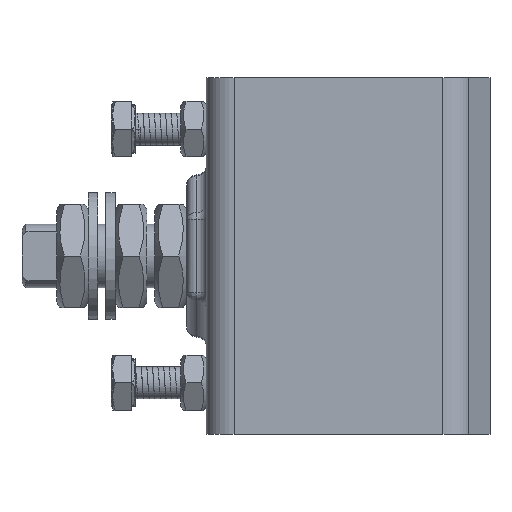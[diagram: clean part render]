
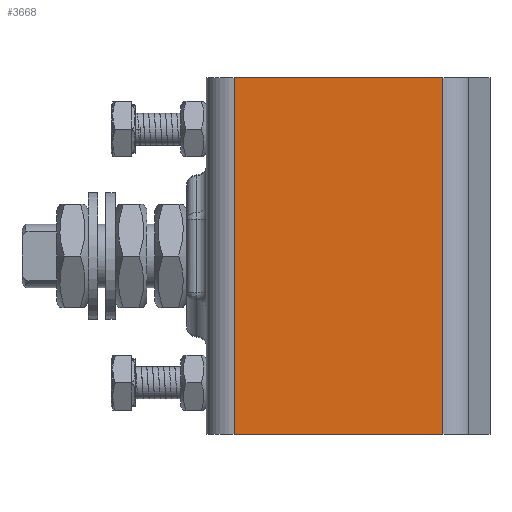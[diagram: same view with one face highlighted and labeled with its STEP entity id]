
A CAD part, left-side view. The second image highlights one B-rep face of the part: STEP entity #3668.
In plain terms, the highlighted planar face has unit normal (-1, 0, 0).
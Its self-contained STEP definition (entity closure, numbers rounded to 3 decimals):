
#286=PLANE('',#3993);
#464=FACE_OUTER_BOUND('',#714,.T.);
#714=EDGE_LOOP('',(#2661,#2662,#2663,#2664));
#990=LINE('',#5764,#1214);
#991=LINE('',#5768,#1215);
#992=LINE('',#5770,#1216);
#993=LINE('',#5771,#1217);
#1214=VECTOR('',#4569,10.);
#1215=VECTOR('',#4574,10.);
#1216=VECTOR('',#4575,10.);
#1217=VECTOR('',#4576,10.);
#1617=VERTEX_POINT('',#5761);
#1618=VERTEX_POINT('',#5763);
#1619=VERTEX_POINT('',#5767);
#1620=VERTEX_POINT('',#5769);
#2009=EDGE_CURVE('',#1618,#1617,#990,.T.);
#2011=EDGE_CURVE('',#1617,#1619,#991,.T.);
#2012=EDGE_CURVE('',#1620,#1619,#992,.T.);
#2013=EDGE_CURVE('',#1618,#1620,#993,.T.);
#2661=ORIENTED_EDGE('',*,*,#2011,.T.);
#2662=ORIENTED_EDGE('',*,*,#2012,.F.);
#2663=ORIENTED_EDGE('',*,*,#2013,.F.);
#2664=ORIENTED_EDGE('',*,*,#2009,.T.);
#3668=ADVANCED_FACE('',(#464),#286,.T.);
#3993=AXIS2_PLACEMENT_3D('',#5766,#4572,#4573);
#4569=DIRECTION('',(0.,0.,1.));
#4572=DIRECTION('center_axis',(-1.,0.,0.));
#4573=DIRECTION('ref_axis',(0.,0.,1.));
#4574=DIRECTION('',(0.,1.,0.));
#4575=DIRECTION('',(0.,0.,1.));
#4576=DIRECTION('',(0.,1.,0.));
#5761=CARTESIAN_POINT('',(-15.5,-27.363,45.));
#5763=CARTESIAN_POINT('',(-15.5,-27.363,0.));
#5764=CARTESIAN_POINT('',(-15.5,-27.363,0.));
#5766=CARTESIAN_POINT('Origin',(-15.5,-27.363,0.));
#5767=CARTESIAN_POINT('',(-15.5,-1.,45.));
#5768=CARTESIAN_POINT('',(-15.5,-27.363,45.));
#5769=CARTESIAN_POINT('',(-15.5,-1.,0.));
#5770=CARTESIAN_POINT('',(-15.5,-1.,0.));
#5771=CARTESIAN_POINT('',(-15.5,-27.363,0.));
